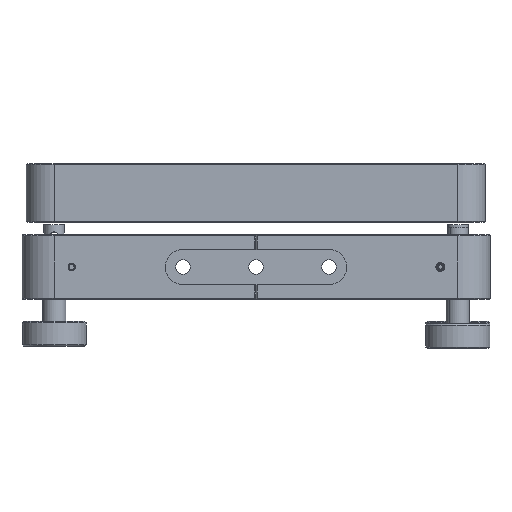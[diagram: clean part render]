
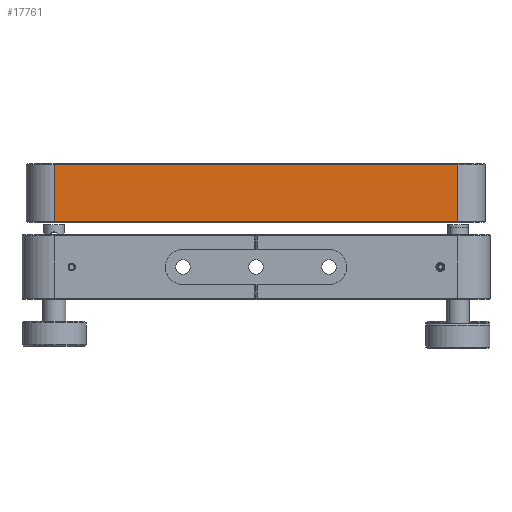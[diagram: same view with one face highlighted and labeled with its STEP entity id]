
A CAD part, front view. The second image highlights one B-rep face of the part: STEP entity #17761.
In plain terms, the highlighted planar face has unit normal (0, -1, 0).
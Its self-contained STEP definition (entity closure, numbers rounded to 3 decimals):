
#341 = VERTEX_POINT ( 'NONE', #8925 ) ;
#752 = CARTESIAN_POINT ( 'NONE',  ( 69., -78.5, 15.649 ) ) ;
#1171 = VECTOR ( 'NONE', #12170, 1000. ) ;
#1689 = VERTEX_POINT ( 'NONE', #9820 ) ;
#1770 = DIRECTION ( 'NONE',  ( 1., 0., 0. ) ) ;
#2100 = EDGE_CURVE ( 'NONE', #6945, #1689, #4060, .T. ) ;
#2865 = DIRECTION ( 'NONE',  ( -1., 0., 0. ) ) ;
#3158 = VERTEX_POINT ( 'NONE', #752 ) ;
#3294 = VECTOR ( 'NONE', #1770, 1000. ) ;
#3714 = FACE_OUTER_BOUND ( 'NONE', #8947, .T. ) ;
#4060 = LINE ( 'NONE', #6904, #14436 ) ;
#4325 = DIRECTION ( 'NONE',  ( 0., 0., -1. ) ) ;
#5084 = PLANE ( 'NONE',  #8449 ) ;
#5315 = ORIENTED_EDGE ( 'NONE', *, *, #8617, .T. ) ;
#6802 = CARTESIAN_POINT ( 'NONE',  ( -69., -78.5, 35.149 ) ) ;
#6904 = CARTESIAN_POINT ( 'NONE',  ( -69., -78.5, 35.399 ) ) ;
#6945 = VERTEX_POINT ( 'NONE', #17988 ) ;
#7936 = DIRECTION ( 'NONE',  ( 0., 1., 0. ) ) ;
#8449 = AXIS2_PLACEMENT_3D ( 'NONE', #10679, #7936, #9113 ) ;
#8617 = EDGE_CURVE ( 'NONE', #1689, #3158, #15496, .T. ) ;
#8925 = CARTESIAN_POINT ( 'NONE',  ( 69., -78.5, 35.149 ) ) ;
#8947 = EDGE_LOOP ( 'NONE', ( #13966, #5315, #9747, #9302 ) ) ;
#9113 = DIRECTION ( 'NONE',  ( 0., 0., -1. ) ) ;
#9302 = ORIENTED_EDGE ( 'NONE', *, *, #10974, .T. ) ;
#9747 = ORIENTED_EDGE ( 'NONE', *, *, #12610, .T. ) ;
#9820 = CARTESIAN_POINT ( 'NONE',  ( -69., -78.5, 15.649 ) ) ;
#10426 = CARTESIAN_POINT ( 'NONE',  ( 69., -78.5, 35.399 ) ) ;
#10679 = CARTESIAN_POINT ( 'NONE',  ( -78.5, -78.5, 35.399 ) ) ;
#10974 = EDGE_CURVE ( 'NONE', #341, #6945, #13855, .T. ) ;
#12080 = LINE ( 'NONE', #10426, #1171 ) ;
#12170 = DIRECTION ( 'NONE',  ( 0., 0., 1. ) ) ;
#12610 = EDGE_CURVE ( 'NONE', #3158, #341, #12080, .T. ) ;
#13855 = LINE ( 'NONE', #6802, #16917 ) ;
#13966 = ORIENTED_EDGE ( 'NONE', *, *, #2100, .T. ) ;
#14308 = CARTESIAN_POINT ( 'NONE',  ( -78.5, -78.5, 15.649 ) ) ;
#14436 = VECTOR ( 'NONE', #4325, 1000. ) ;
#15496 = LINE ( 'NONE', #14308, #3294 ) ;
#16917 = VECTOR ( 'NONE', #2865, 1000. ) ;
#17761 = ADVANCED_FACE ( 'NONE', ( #3714 ), #5084, .F. ) ;
#17988 = CARTESIAN_POINT ( 'NONE',  ( -69., -78.5, 35.149 ) ) ;
